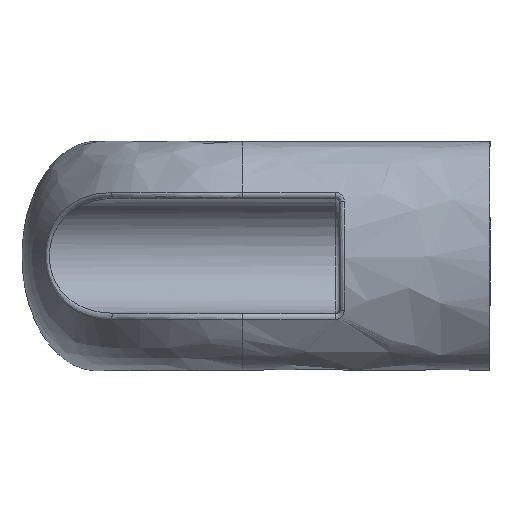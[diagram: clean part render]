
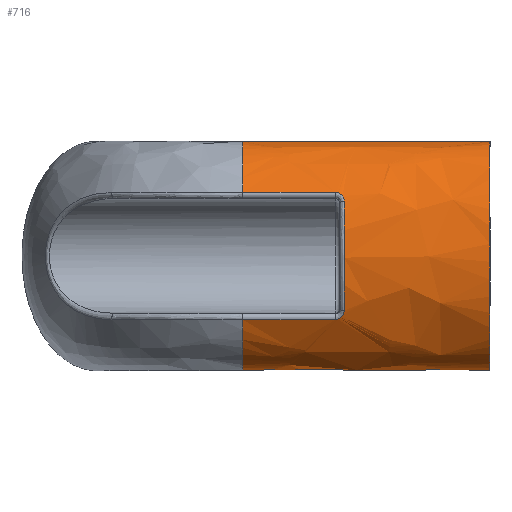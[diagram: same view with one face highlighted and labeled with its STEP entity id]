
A CAD part, left-side view. The second image highlights one B-rep face of the part: STEP entity #716.
In plain terms, the highlighted free-form (B-spline) face has degree [2, 1] with [9, 2] control points.
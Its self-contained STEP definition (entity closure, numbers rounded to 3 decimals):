
#65=LINE('',#1593,#87);
#67=LINE('',#1773,#89);
#73=LINE('',#1868,#95);
#87=VECTOR('',#947,10.5);
#89=VECTOR('',#957,10.5);
#95=VECTOR('',#991,28.);
#209=FACE_OUTER_BOUND('',#273,.T.);
#273=EDGE_LOOP('',(#651,#652,#653,#654,#655,#656,#657,#658,#659,#660,#661));
#290=B_SPLINE_CURVE_WITH_KNOTS('',3,(#1529,#1530,#1531,#1532,#1533,#1534),
 .UNSPECIFIED.,.F.,.F.,(4,1,1,4),(-0.163,-0.116,
-0.07,0.),.UNSPECIFIED.);
#291=B_SPLINE_CURVE_WITH_KNOTS('',3,(#1574,#1575,#1576,#1577,#1578,#1579),
 .UNSPECIFIED.,.F.,.F.,(4,1,1,4),(-0.163,-0.116,-0.07,
0.),.UNSPECIFIED.);
#306=ELLIPSE('',#794,13.,8.5);
#307=ELLIPSE('',#795,13.,8.5);
#308=ELLIPSE('',#796,13.,8.5);
#309=ELLIPSE('',#798,13.,8.5);
#310=ELLIPSE('',#802,13.,8.5);
#355=VERTEX_POINT('',#1526);
#356=VERTEX_POINT('',#1528);
#357=VERTEX_POINT('',#1572);
#358=VERTEX_POINT('',#1573);
#361=VERTEX_POINT('',#1591);
#367=VERTEX_POINT('',#1760);
#370=VERTEX_POINT('',#1838);
#371=VERTEX_POINT('',#1840);
#372=VERTEX_POINT('',#1867);
#436=EDGE_CURVE('',#355,#356,#290,.T.);
#438=EDGE_CURVE('',#357,#358,#291,.T.);
#443=EDGE_CURVE('',#361,#355,#65,.T.);
#454=EDGE_CURVE('',#358,#367,#67,.T.);
#461=EDGE_CURVE('',#356,#357,#306,.T.);
#462=EDGE_CURVE('',#367,#370,#307,.T.);
#463=EDGE_CURVE('',#370,#371,#308,.T.);
#465=EDGE_CURVE('',#371,#361,#309,.T.);
#468=EDGE_CURVE('',#370,#372,#73,.T.);
#469=EDGE_CURVE('',#372,#372,#310,.T.);
#651=ORIENTED_EDGE('',*,*,#443,.F.);
#652=ORIENTED_EDGE('',*,*,#465,.F.);
#653=ORIENTED_EDGE('',*,*,#463,.F.);
#654=ORIENTED_EDGE('',*,*,#468,.T.);
#655=ORIENTED_EDGE('',*,*,#469,.T.);
#656=ORIENTED_EDGE('',*,*,#468,.F.);
#657=ORIENTED_EDGE('',*,*,#462,.F.);
#658=ORIENTED_EDGE('',*,*,#454,.F.);
#659=ORIENTED_EDGE('',*,*,#438,.F.);
#660=ORIENTED_EDGE('',*,*,#461,.F.);
#661=ORIENTED_EDGE('',*,*,#436,.F.);
#668=(
BOUNDED_SURFACE()
B_SPLINE_SURFACE(2,1,((#1849,#1850),(#1851,#1852),(#1853,#1854),(#1855,
#1856),(#1857,#1858),(#1859,#1860),(#1861,#1862),(#1863,#1864),(#1865,#1866)),
 .UNSPECIFIED.,.T.,.F.,.F.)
B_SPLINE_SURFACE_WITH_KNOTS((3,2,2,2,3),(2,2),(-3.142,-1.571,
0.,1.571,3.142),(0.,3.36),.UNSPECIFIED.)
GEOMETRIC_REPRESENTATION_ITEM()
RATIONAL_B_SPLINE_SURFACE(((1.,1.),(0.707,0.707),
(1.,1.),(0.707,0.707),(1.,1.),(0.707,
0.707),(1.,1.),(0.707,0.707),(1.,1.)))
REPRESENTATION_ITEM('')
SURFACE()
);
#716=ADVANCED_FACE('',(#209),#668,.T.);
#794=AXIS2_PLACEMENT_3D('',#1810,#973,#974);
#795=AXIS2_PLACEMENT_3D('',#1839,#975,#976);
#796=AXIS2_PLACEMENT_3D('',#1841,#977,#978);
#798=AXIS2_PLACEMENT_3D('',#1843,#981,#982);
#802=AXIS2_PLACEMENT_3D('',#1869,#992,#993);
#947=DIRECTION('',(0.,-1.,0.));
#957=DIRECTION('',(0.,1.,0.));
#973=DIRECTION('center_axis',(0.,1.,0.));
#974=DIRECTION('ref_axis',(0.,0.,1.));
#975=DIRECTION('center_axis',(0.,1.,0.));
#976=DIRECTION('ref_axis',(0.,0.,-1.));
#977=DIRECTION('center_axis',(0.,1.,0.));
#978=DIRECTION('ref_axis',(0.,0.,-1.));
#981=DIRECTION('center_axis',(0.,1.,0.));
#982=DIRECTION('ref_axis',(0.,0.,-1.));
#991=DIRECTION('',(0.,-1.,0.));
#992=DIRECTION('center_axis',(0.,1.,0.));
#993=DIRECTION('ref_axis',(0.,0.,-1.));
#1526=CARTESIAN_POINT('',(-7.078,17.5,-7.199));
#1528=CARTESIAN_POINT('',(-7.483,16.5,-6.166));
#1529=CARTESIAN_POINT('Ctrl Pts',(-7.078,17.5,-7.199));
#1530=CARTESIAN_POINT('Ctrl Pts',(-7.078,17.345,-7.199));
#1531=CARTESIAN_POINT('Ctrl Pts',(-7.111,17.036,-7.122));
#1532=CARTESIAN_POINT('Ctrl Pts',(-7.261,16.622,-6.766));
#1533=CARTESIAN_POINT('Ctrl Pts',(-7.403,16.5,-6.392));
#1534=CARTESIAN_POINT('Ctrl Pts',(-7.483,16.5,-6.166));
#1572=CARTESIAN_POINT('',(-7.483,16.5,6.166));
#1573=CARTESIAN_POINT('',(-7.078,17.5,7.199));
#1574=CARTESIAN_POINT('Ctrl Pts',(-7.483,16.5,6.166));
#1575=CARTESIAN_POINT('Ctrl Pts',(-7.43,16.5,6.317));
#1576=CARTESIAN_POINT('Ctrl Pts',(-7.319,16.565,6.616));
#1577=CARTESIAN_POINT('Ctrl Pts',(-7.143,16.886,7.051));
#1578=CARTESIAN_POINT('Ctrl Pts',(-7.078,17.267,7.199));
#1579=CARTESIAN_POINT('Ctrl Pts',(-7.078,17.5,7.199));
#1591=CARTESIAN_POINT('',(-7.078,28.,-7.199));
#1593=CARTESIAN_POINT('',(-7.078,0.,-7.199));
#1760=CARTESIAN_POINT('',(-7.078,28.,7.199));
#1773=CARTESIAN_POINT('',(-7.078,0.,7.199));
#1810=CARTESIAN_POINT('Origin',(0.,16.5,0.));
#1838=CARTESIAN_POINT('',(0.,28.,13.));
#1839=CARTESIAN_POINT('Origin',(0.,28.,0.));
#1840=CARTESIAN_POINT('',(0.,28.,-13.));
#1841=CARTESIAN_POINT('Origin',(0.,28.,0.));
#1843=CARTESIAN_POINT('Origin',(0.,28.,0.));
#1849=CARTESIAN_POINT('Ctrl Pts',(0.,0.,
13.));
#1850=CARTESIAN_POINT('Ctrl Pts',(0.,33.6,13.));
#1851=CARTESIAN_POINT('Ctrl Pts',(8.5,0.,13.));
#1852=CARTESIAN_POINT('Ctrl Pts',(8.5,33.6,13.));
#1853=CARTESIAN_POINT('Ctrl Pts',(8.5,0.,0.));
#1854=CARTESIAN_POINT('Ctrl Pts',(8.5,33.6,0.));
#1855=CARTESIAN_POINT('Ctrl Pts',(8.5,0.,-13.));
#1856=CARTESIAN_POINT('Ctrl Pts',(8.5,33.6,-13.));
#1857=CARTESIAN_POINT('Ctrl Pts',(0.,0.,
-13.));
#1858=CARTESIAN_POINT('Ctrl Pts',(0.,33.6,-13.));
#1859=CARTESIAN_POINT('Ctrl Pts',(-8.5,0.,-13.));
#1860=CARTESIAN_POINT('Ctrl Pts',(-8.5,33.6,-13.));
#1861=CARTESIAN_POINT('Ctrl Pts',(-8.5,0.,0.));
#1862=CARTESIAN_POINT('Ctrl Pts',(-8.5,33.6,0.));
#1863=CARTESIAN_POINT('Ctrl Pts',(-8.5,0.,13.));
#1864=CARTESIAN_POINT('Ctrl Pts',(-8.5,33.6,13.));
#1865=CARTESIAN_POINT('Ctrl Pts',(0.,0.,
13.));
#1866=CARTESIAN_POINT('Ctrl Pts',(0.,33.6,13.));
#1867=CARTESIAN_POINT('',(0.,0.,13.));
#1868=CARTESIAN_POINT('',(0.,0.,13.));
#1869=CARTESIAN_POINT('Origin',(0.,0.,0.));
